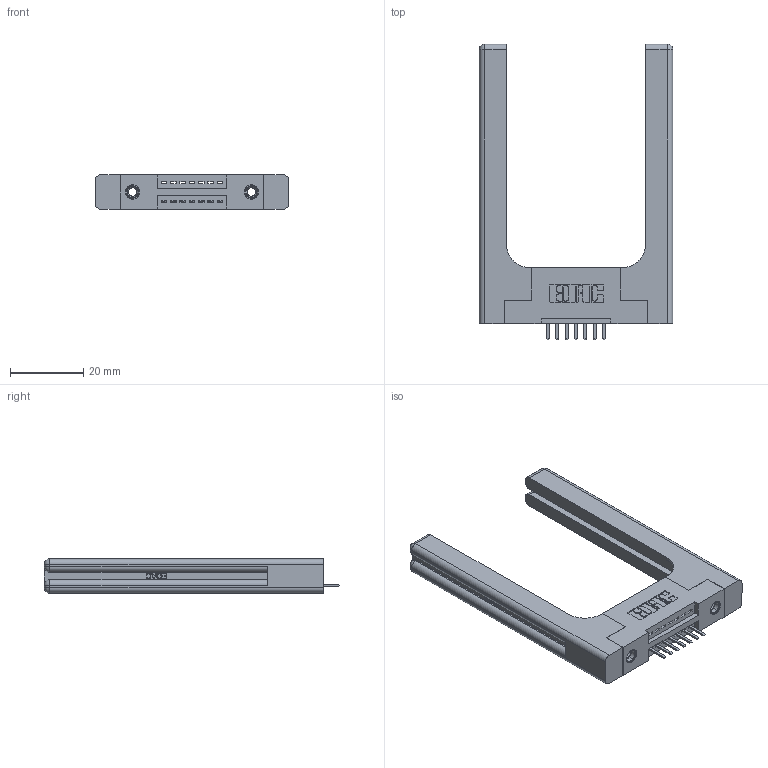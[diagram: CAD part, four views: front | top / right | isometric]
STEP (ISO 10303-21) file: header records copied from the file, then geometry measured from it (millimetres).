
FILE_DESCRIPTION (( 'STEP AP203' ), '1' );
FILE_NAME ('345-007-520-158.STEP', '2019-10-03T16:41:27', ( '' ), ( '' ), 'SwSTEP 2.0', 'SolidWorks 2016', '' );
FILE_SCHEMA (( 'CONFIG_CONTROL_DESIGN' ));
Length unit declared in the file: inch
Products named in the file (5): 345-250-001_345-250-001-102; 345 Part_Flush Mounting Lugs - 0.156 Dia-TH; 345-292-001_345-293-120; 345-220-058_345-220-058; 345-007-520-158
Assembly tree (12 placements, depth 2):
  345-007-520-158
    345 Part_Flush Mounting Lugs - 0.156 Dia-TH
    345-292-001_345-293-120  x7
    345-250-001_345-250-001-102  x2
    345-220-058_345-220-058  x2
Bounding box: 52.81 x 80.64 x 9.4 mm (x, y, z)
Volume: 13213.7 mm3; surface area: 11021.6 mm2
Topology: 12 solids, 12 shells, 816 faces, 2295 edges, 1490 vertices
Faces by surface type: plane 522, cylinder 234, bspline 36, cone 12, sphere 8, torus 4
Entity records: 15276 total; most frequent: CARTESIAN_POINT 3630, ORIENTED_EDGE 2356, DIRECTION 2156, EDGE_CURVE 1178, VECTOR 922, LINE 922, VERTEX_POINT 774, AXIS2_PLACEMENT_3D 617
